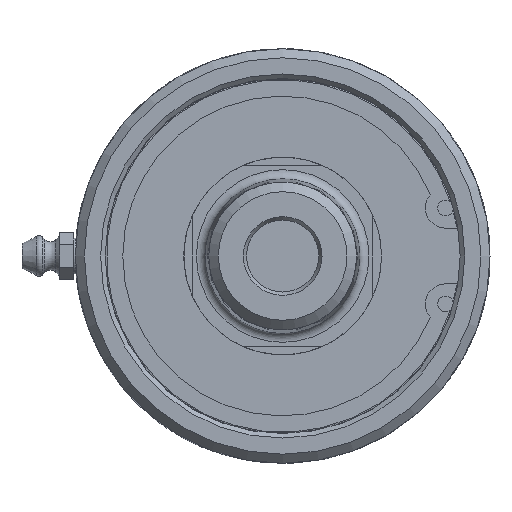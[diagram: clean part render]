
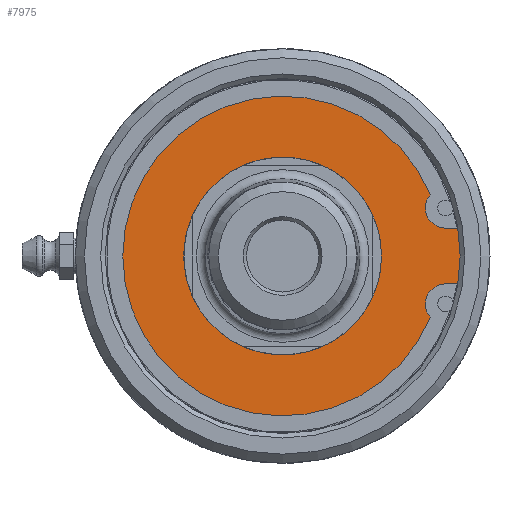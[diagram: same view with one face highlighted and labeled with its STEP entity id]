
A CAD part, left-side view. The second image highlights one B-rep face of the part: STEP entity #7975.
In plain terms, the highlighted planar face has unit normal (-1, 0, 0).
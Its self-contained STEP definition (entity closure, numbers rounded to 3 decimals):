
#73=FACE_BOUND('',#2712,.T.);
#727=LINE('',#52838,#1170);
#732=LINE('',#52850,#1175);
#1170=VECTOR('',#9945,10.);
#1175=VECTOR('',#9954,10.);
#2226=FACE_OUTER_BOUND('',#2711,.T.);
#2711=EDGE_LOOP('',(#7023,#7024,#7025,#7026,#7027,#7028));
#2712=EDGE_LOOP('',(#7029,#7030));
#3015=CIRCLE('',#8519,3.556);
#3017=CIRCLE('',#8522,28.142);
#3019=CIRCLE('',#8525,3.556);
#3026=CIRCLE('',#8537,33.45);
#3027=CIRCLE('',#8540,17.4);
#3028=CIRCLE('',#8541,17.4);
#3769=VERTEX_POINT('',#52835);
#3770=VERTEX_POINT('',#52837);
#3774=VERTEX_POINT('',#52847);
#3775=VERTEX_POINT('',#52849);
#3776=VERTEX_POINT('',#52853);
#3778=VERTEX_POINT('',#52859);
#3781=VERTEX_POINT('',#52881);
#3782=VERTEX_POINT('',#52882);
#4871=EDGE_CURVE('',#3770,#3769,#727,.T.);
#4877=EDGE_CURVE('',#3775,#3774,#732,.T.);
#4879=EDGE_CURVE('',#3774,#3776,#3015,.T.);
#4882=EDGE_CURVE('',#3776,#3778,#3017,.T.);
#4885=EDGE_CURVE('',#3778,#3770,#3019,.T.);
#4892=EDGE_CURVE('',#3769,#3775,#3026,.T.);
#4893=EDGE_CURVE('',#3781,#3782,#3027,.T.);
#4894=EDGE_CURVE('',#3782,#3781,#3028,.T.);
#7023=ORIENTED_EDGE('',*,*,#4877,.T.);
#7024=ORIENTED_EDGE('',*,*,#4879,.T.);
#7025=ORIENTED_EDGE('',*,*,#4882,.T.);
#7026=ORIENTED_EDGE('',*,*,#4885,.T.);
#7027=ORIENTED_EDGE('',*,*,#4871,.T.);
#7028=ORIENTED_EDGE('',*,*,#4892,.T.);
#7029=ORIENTED_EDGE('',*,*,#4893,.T.);
#7030=ORIENTED_EDGE('',*,*,#4894,.T.);
#7595=PLANE('',#8539);
#7975=ADVANCED_FACE('',(#2226,#73),#7595,.F.);
#8519=AXIS2_PLACEMENT_3D('',#52854,#9958,#9959);
#8522=AXIS2_PLACEMENT_3D('',#52860,#9965,#9966);
#8525=AXIS2_PLACEMENT_3D('',#52865,#9972,#9973);
#8537=AXIS2_PLACEMENT_3D('',#52878,#9996,#9997);
#8539=AXIS2_PLACEMENT_3D('',#52880,#10000,#10001);
#8540=AXIS2_PLACEMENT_3D('',#52883,#10002,#10003);
#8541=AXIS2_PLACEMENT_3D('',#52884,#10004,#10005);
#9945=DIRECTION('',(0.,-1.,0.));
#9954=DIRECTION('',(0.,1.,0.));
#9958=DIRECTION('center_axis',(1.,0.,0.));
#9959=DIRECTION('ref_axis',(0.,0.754,0.657));
#9965=DIRECTION('center_axis',(-1.,0.,0.));
#9966=DIRECTION('ref_axis',(0.,0.924,-0.384));
#9972=DIRECTION('center_axis',(1.,0.,0.));
#9973=DIRECTION('ref_axis',(0.,0.,1.));
#9996=DIRECTION('center_axis',(-1.,0.,0.));
#9997=DIRECTION('ref_axis',(0.,1.,0.));
#10000=DIRECTION('center_axis',(1.,0.,0.));
#10001=DIRECTION('ref_axis',(0.,0.,-1.));
#10002=DIRECTION('center_axis',(1.,0.,0.));
#10003=DIRECTION('ref_axis',(0.,1.,0.));
#10004=DIRECTION('center_axis',(1.,0.,0.));
#10005=DIRECTION('ref_axis',(0.,1.,0.));
#52835=CARTESIAN_POINT('',(4.775,-33.089,-4.902));
#52837=CARTESIAN_POINT('',(4.775,-28.672,-4.902));
#52838=CARTESIAN_POINT('',(4.775,-4.407,-4.902));
#52847=CARTESIAN_POINT('',(4.775,-28.672,4.902));
#52849=CARTESIAN_POINT('',(4.775,-33.089,4.902));
#52850=CARTESIAN_POINT('',(4.775,-2.199,4.902));
#52853=CARTESIAN_POINT('',(4.775,-25.99,10.793));
#52854=CARTESIAN_POINT('Origin',(4.775,-28.672,8.458));
#52859=CARTESIAN_POINT('',(4.775,-25.99,-10.793));
#52860=CARTESIAN_POINT('Origin',(4.775,0.,0.));
#52865=CARTESIAN_POINT('Origin',(4.775,-28.672,-8.458));
#52878=CARTESIAN_POINT('Origin',(4.775,0.,0.));
#52880=CARTESIAN_POINT('Origin',(4.775,24.275,0.));
#52881=CARTESIAN_POINT('',(4.775,17.4,0.));
#52882=CARTESIAN_POINT('',(4.775,-17.4,0.));
#52883=CARTESIAN_POINT('Origin',(4.775,0.,0.));
#52884=CARTESIAN_POINT('Origin',(4.775,0.,0.));
